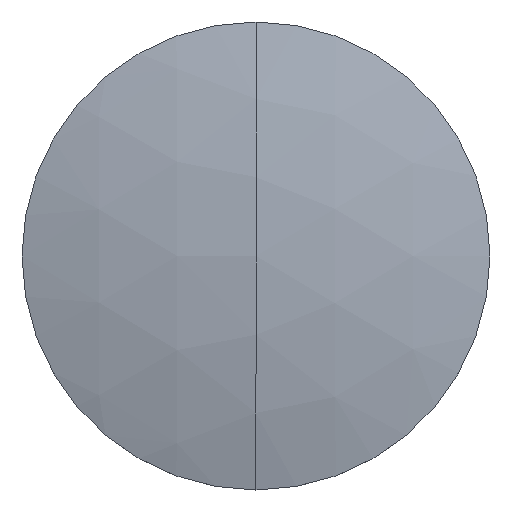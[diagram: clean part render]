
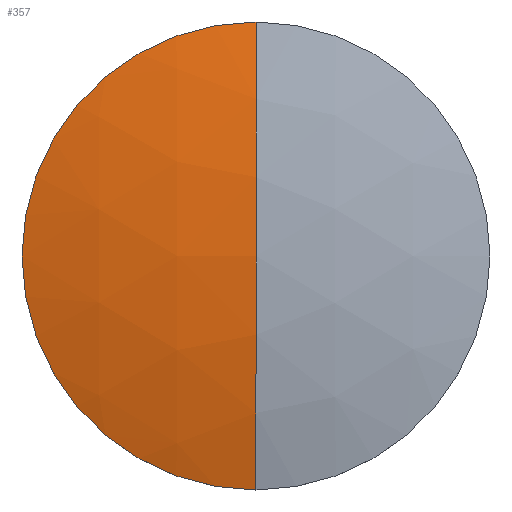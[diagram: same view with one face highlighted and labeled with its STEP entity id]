
A CAD part, top view. The second image highlights one B-rep face of the part: STEP entity #357.
In plain terms, the highlighted spherical face has radius 80 mm.
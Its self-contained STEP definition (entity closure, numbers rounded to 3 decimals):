
#30 = CARTESIAN_POINT ( 'NONE',  ( 0., 0., 5. ) ) ;
#33 = DIRECTION ( 'NONE',  ( 0., 0., 1. ) ) ;
#48 = DIRECTION ( 'NONE',  ( -1., 0., 0. ) ) ;
#71 = CARTESIAN_POINT ( 'NONE',  ( 0., 0., 7.86 ) ) ;
#82 = EDGE_CURVE ( 'NONE', #364, #199, #115, .T. ) ;
#87 = EDGE_CURVE ( 'NONE', #199, #283, #248, .T. ) ;
#90 = CIRCLE ( 'NONE', #213, 80. ) ;
#99 = CIRCLE ( 'NONE', #404, 80. ) ;
#115 = CIRCLE ( 'NONE', #252, 21.2 ) ;
#136 = CARTESIAN_POINT ( 'NONE',  ( -21.2, 0., 5. ) ) ;
#145 = EDGE_CURVE ( 'NONE', #364, #271, #90, .T. ) ;
#146 = DIRECTION ( 'NONE',  ( 0., 1., 0. ) ) ;
#157 = DIRECTION ( 'NONE',  ( 1., 0., 0. ) ) ;
#160 = SPHERICAL_SURFACE ( 'NONE', #196, 80. ) ;
#161 = DIRECTION ( 'NONE',  ( 0., 0., 1. ) ) ;
#162 = DIRECTION ( 'NONE',  ( 1., 0., 0. ) ) ;
#163 = EDGE_CURVE ( 'NONE', #283, #271, #99, .T. ) ;
#166 = CARTESIAN_POINT ( 'NONE',  ( 0., 0., -72.14 ) ) ;
#170 = CARTESIAN_POINT ( 'NONE',  ( 0., -21.2, 5. ) ) ;
#173 = ORIENTED_EDGE ( 'NONE', *, *, #145, .F. ) ;
#195 = DIRECTION ( 'NONE',  ( 0., -1., 0. ) ) ;
#196 = AXIS2_PLACEMENT_3D ( 'NONE', #166, #48, #146 ) ;
#199 = VERTEX_POINT ( 'NONE', #136 ) ;
#203 = CARTESIAN_POINT ( 'NONE',  ( 0., 0., -72.14 ) ) ;
#213 = AXIS2_PLACEMENT_3D ( 'NONE', #382, #162, #416 ) ;
#220 = ORIENTED_EDGE ( 'NONE', *, *, #82, .T. ) ;
#230 = DIRECTION ( 'NONE',  ( -1., 0., 0. ) ) ;
#231 = EDGE_LOOP ( 'NONE', ( #402, #400, #173, #220 ) ) ;
#248 = CIRCLE ( 'NONE', #295, 21.2 ) ;
#252 = AXIS2_PLACEMENT_3D ( 'NONE', #385, #161, #157 ) ;
#267 = FACE_OUTER_BOUND ( 'NONE', #231, .T. ) ;
#271 = VERTEX_POINT ( 'NONE', #71 ) ;
#277 = CARTESIAN_POINT ( 'NONE',  ( 0., 21.2, 5. ) ) ;
#283 = VERTEX_POINT ( 'NONE', #170 ) ;
#295 = AXIS2_PLACEMENT_3D ( 'NONE', #30, #33, #336 ) ;
#336 = DIRECTION ( 'NONE',  ( 1., 0., 0. ) ) ;
#357 = ADVANCED_FACE ( 'NONE', ( #267 ), #160, .T. ) ;
#364 = VERTEX_POINT ( 'NONE', #277 ) ;
#382 = CARTESIAN_POINT ( 'NONE',  ( 0., 0., -72.14 ) ) ;
#385 = CARTESIAN_POINT ( 'NONE',  ( 0., 0., 5. ) ) ;
#400 = ORIENTED_EDGE ( 'NONE', *, *, #163, .T. ) ;
#402 = ORIENTED_EDGE ( 'NONE', *, *, #87, .T. ) ;
#404 = AXIS2_PLACEMENT_3D ( 'NONE', #203, #230, #195 ) ;
#416 = DIRECTION ( 'NONE',  ( 0., 0., -1. ) ) ;
